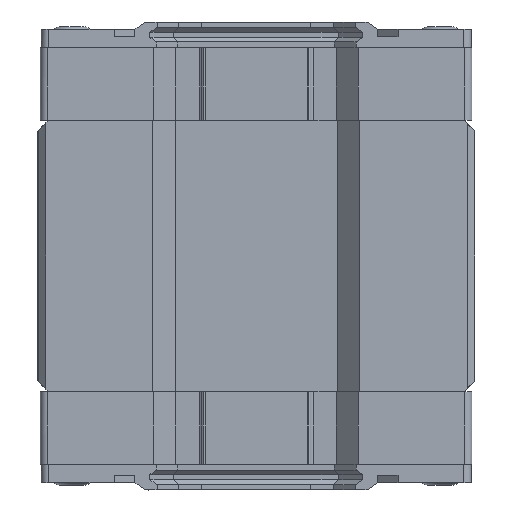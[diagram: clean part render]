
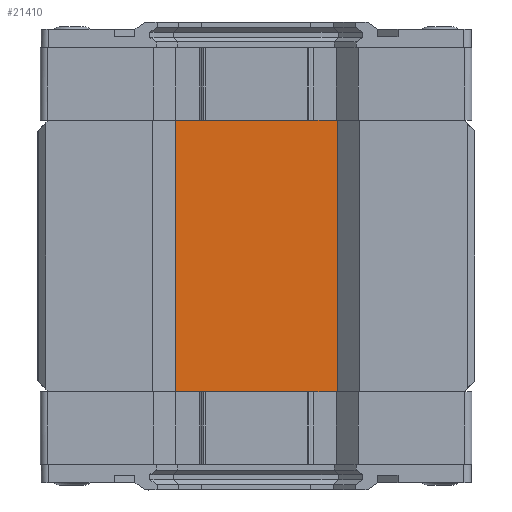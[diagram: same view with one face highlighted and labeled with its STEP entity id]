
A CAD part, front view. The second image highlights one B-rep face of the part: STEP entity #21410.
In plain terms, the highlighted planar face has unit normal (0, -1, 0).
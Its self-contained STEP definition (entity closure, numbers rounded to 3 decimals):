
#1149=PLANE('',#23053);
#2118=LINE('',#36292,#4104);
#2124=LINE('',#36316,#4110);
#2980=LINE('',#43653,#4966);
#3040=LINE('',#43924,#5026);
#3112=LINE('',#44083,#5098);
#3114=LINE('',#44086,#5100);
#3123=LINE('',#44101,#5109);
#3146=LINE('',#44144,#5132);
#4104=VECTOR('',#25738,0.169);
#4110=VECTOR('',#25758,0.169);
#4966=VECTOR('',#27858,0.169);
#5026=VECTOR('',#28052,0.169);
#5098=VECTOR('',#28198,37.2);
#5100=VECTOR('',#28202,37.2);
#5109=VECTOR('',#28223,22.2);
#5132=VECTOR('',#28270,22.2);
#6277=FACE_OUTER_BOUND('',#7563,.T.);
#7563=EDGE_LOOP('',(#18791,#18792,#18793,#18794,#18795,#18796,#18797,#18798));
#9212=VERTEX_POINT('',#35092);
#9229=VERTEX_POINT('',#35158);
#9343=VERTEX_POINT('',#36291);
#9354=VERTEX_POINT('',#36315);
#10088=VERTEX_POINT('',#42790);
#10105=VERTEX_POINT('',#42856);
#10136=VERTEX_POINT('',#43652);
#10208=VERTEX_POINT('',#43923);
#11697=EDGE_CURVE('',#9212,#9343,#2118,.T.);
#11709=EDGE_CURVE('',#9354,#9229,#2124,.T.);
#12917=EDGE_CURVE('',#10136,#10105,#2980,.T.);
#13018=EDGE_CURVE('',#10088,#10208,#3040,.T.);
#13100=EDGE_CURVE('',#10208,#9354,#3112,.T.);
#13102=EDGE_CURVE('',#9343,#10136,#3114,.T.);
#13111=EDGE_CURVE('',#10105,#10088,#3123,.T.);
#13134=EDGE_CURVE('',#9229,#9212,#3146,.T.);
#18791=ORIENTED_EDGE('',*,*,#13102,.F.);
#18792=ORIENTED_EDGE('',*,*,#11697,.F.);
#18793=ORIENTED_EDGE('',*,*,#13134,.F.);
#18794=ORIENTED_EDGE('',*,*,#11709,.F.);
#18795=ORIENTED_EDGE('',*,*,#13100,.F.);
#18796=ORIENTED_EDGE('',*,*,#13018,.F.);
#18797=ORIENTED_EDGE('',*,*,#13111,.F.);
#18798=ORIENTED_EDGE('',*,*,#12917,.F.);
#21410=ADVANCED_FACE('',(#6277),#1149,.F.);
#23053=AXIS2_PLACEMENT_3D('',#44143,#28268,#28269);
#25738=DIRECTION('',(1.,0.,0.));
#25758=DIRECTION('',(1.,0.,0.));
#27858=DIRECTION('',(-1.,0.,0.));
#28052=DIRECTION('',(-1.,0.,0.));
#28198=DIRECTION('',(0.,0.,1.));
#28202=DIRECTION('',(0.,0.,-1.));
#28223=DIRECTION('',(-1.,0.,0.));
#28268=DIRECTION('center_axis',(0.,1.,0.));
#28269=DIRECTION('ref_axis',(0.,0.,1.));
#28270=DIRECTION('',(1.,0.,0.));
#35092=CARTESIAN_POINT('',(11.1,4.05,18.6));
#35158=CARTESIAN_POINT('',(-11.1,4.05,18.6));
#36291=CARTESIAN_POINT('',(11.269,4.05,18.6));
#36292=CARTESIAN_POINT('',(5.634,4.05,18.6));
#36315=CARTESIAN_POINT('',(-11.269,4.05,18.6));
#36316=CARTESIAN_POINT('',(5.634,4.05,18.6));
#42790=CARTESIAN_POINT('',(-11.1,4.05,-18.6));
#42856=CARTESIAN_POINT('',(11.1,4.05,-18.6));
#43652=CARTESIAN_POINT('',(11.269,4.05,-18.6));
#43653=CARTESIAN_POINT('',(5.634,4.05,-18.6));
#43923=CARTESIAN_POINT('',(-11.269,4.05,-18.6));
#43924=CARTESIAN_POINT('',(5.634,4.05,-18.6));
#44083=CARTESIAN_POINT('',(-11.269,4.05,18.6));
#44086=CARTESIAN_POINT('',(11.269,4.05,18.6));
#44101=CARTESIAN_POINT('',(11.269,4.05,-18.6));
#44143=CARTESIAN_POINT('Origin',(11.269,4.05,18.6));
#44144=CARTESIAN_POINT('',(0.,4.05,18.6));
